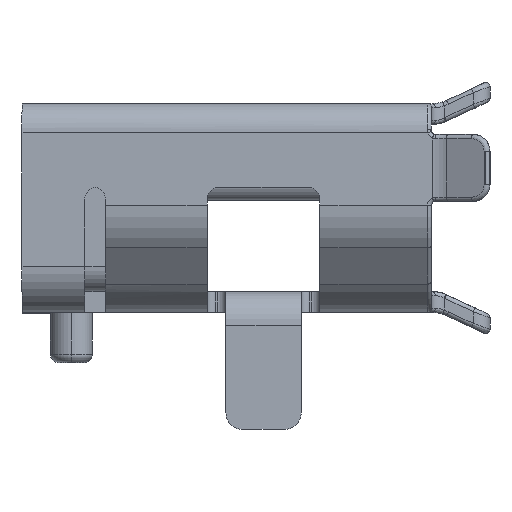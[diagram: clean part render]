
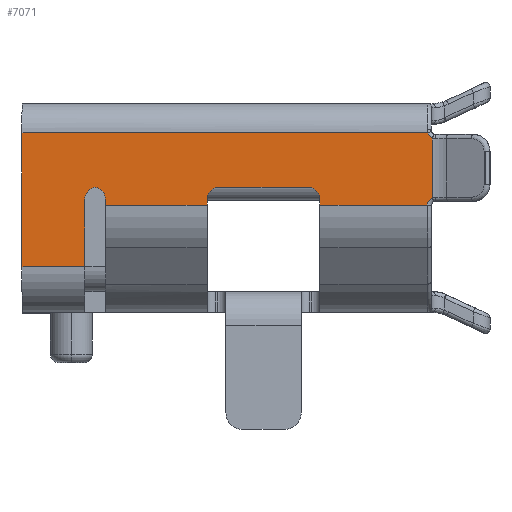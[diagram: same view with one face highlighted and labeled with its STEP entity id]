
A CAD part, left-side view. The second image highlights one B-rep face of the part: STEP entity #7071.
In plain terms, the highlighted planar face has unit normal (-1, 0, 0).
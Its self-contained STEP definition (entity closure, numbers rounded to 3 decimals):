
#3646 = VERTEX_POINT('',#3647);
#3647 = CARTESIAN_POINT('',(-3.75,-3.55,
    1.183));
#3654 = EDGE_CURVE('',#3655,#3646,#3657,.T.);
#3655 = VERTEX_POINT('',#3656);
#3656 = CARTESIAN_POINT('',(-3.75,-2.265,
    1.183));
#3657 = LINE('',#3658,#3659);
#3658 = CARTESIAN_POINT('',(-3.75,1.3,1.183
    ));
#3659 = VECTOR('',#3660,1.);
#3660 = DIRECTION('',(0.,-1.,0.));
#3795 = EDGE_CURVE('',#3796,#3798,#3800,.T.);
#3796 = VERTEX_POINT('',#3797);
#3797 = CARTESIAN_POINT('',(-3.75,1.3,
    2.05));
#3798 = VERTEX_POINT('',#3799);
#3799 = CARTESIAN_POINT('',(-3.75,-3.555,
    2.05));
#3800 = LINE('',#3801,#3802);
#3801 = CARTESIAN_POINT('',(-3.75,1.3,
    2.05));
#3802 = VECTOR('',#3803,1.);
#3803 = DIRECTION('',(0.,-1.,0.));
#6645 = VERTEX_POINT('',#6646);
#6646 = CARTESIAN_POINT('',(-3.75,1.3,
    0.45));
#6653 = EDGE_CURVE('',#3796,#6645,#6654,.T.);
#6654 = LINE('',#6655,#6656);
#6655 = CARTESIAN_POINT('',(-3.75,1.3,
    2.4));
#6656 = VECTOR('',#6657,1.);
#6657 = DIRECTION('',(0.,0.,-1.));
#6804 = VERTEX_POINT('',#6805);
#6805 = CARTESIAN_POINT('',(-3.75,0.3,1.183
    ));
#6821 = VERTEX_POINT('',#6822);
#6822 = CARTESIAN_POINT('',(-3.75,-0.915,
    1.183));
#6829 = EDGE_CURVE('',#6804,#6821,#6830,.T.);
#6830 = LINE('',#6831,#6832);
#6831 = CARTESIAN_POINT('',(-3.75,1.3,1.183
    ));
#6832 = VECTOR('',#6833,1.);
#6833 = DIRECTION('',(0.,-1.,0.));
#7071 = ADVANCED_FACE('',(#7072),#7182,.F.);
#7072 = FACE_BOUND('',#7073,.T.);
#7073 = EDGE_LOOP('',(#7074,#7084,#7091,#7092,#7093,#7101,#7109,#7118,
    #7127,#7133,#7134,#7142,#7151,#7159,#7168,#7174,#7175));
#7074 = ORIENTED_EDGE('',*,*,#7075,.T.);
#7075 = EDGE_CURVE('',#7076,#7078,#7080,.T.);
#7076 = VERTEX_POINT('',#7077);
#7077 = CARTESIAN_POINT('',(-3.75,-3.611,
    1.272));
#7078 = VERTEX_POINT('',#7079);
#7079 = CARTESIAN_POINT('',(-3.75,-3.611,
    1.988));
#7080 = LINE('',#7081,#7082);
#7081 = CARTESIAN_POINT('',(-3.75,-3.611,
    2.03));
#7082 = VECTOR('',#7083,1.);
#7083 = DIRECTION('',(0.,0.,1.));
#7084 = ORIENTED_EDGE('',*,*,#7085,.T.);
#7085 = EDGE_CURVE('',#7078,#3798,#7086,.T.);
#7086 = CIRCLE('',#7087,0.1);
#7087 = AXIS2_PLACEMENT_3D('',#7088,#7089,#7090);
#7088 = CARTESIAN_POINT('',(-3.75,-3.65,
    2.08));
#7089 = DIRECTION('',(1.,0.,-0.));
#7090 = DIRECTION('',(0.,1.,0.));
#7091 = ORIENTED_EDGE('',*,*,#3795,.F.);
#7092 = ORIENTED_EDGE('',*,*,#6653,.T.);
#7093 = ORIENTED_EDGE('',*,*,#7094,.F.);
#7094 = EDGE_CURVE('',#7095,#6645,#7097,.T.);
#7095 = VERTEX_POINT('',#7096);
#7096 = CARTESIAN_POINT('',(-3.75,0.55,
    0.45));
#7097 = LINE('',#7098,#7099);
#7098 = CARTESIAN_POINT('',(-3.75,-1.59,
    0.45));
#7099 = VECTOR('',#7100,1.);
#7100 = DIRECTION('',(0.,1.,0.));
#7101 = ORIENTED_EDGE('',*,*,#7102,.T.);
#7102 = EDGE_CURVE('',#7095,#7103,#7105,.T.);
#7103 = VERTEX_POINT('',#7104);
#7104 = CARTESIAN_POINT('',(-3.75,0.55,
    1.25));
#7105 = LINE('',#7106,#7107);
#7106 = CARTESIAN_POINT('',(-3.75,0.55,
    1.4));
#7107 = VECTOR('',#7108,1.);
#7108 = DIRECTION('',(0.,0.,1.));
#7109 = ORIENTED_EDGE('',*,*,#7110,.T.);
#7110 = EDGE_CURVE('',#7103,#7111,#7113,.T.);
#7111 = VERTEX_POINT('',#7112);
#7112 = CARTESIAN_POINT('',(-3.75,0.425,
    1.398));
#7113 = CIRCLE('',#7114,0.15);
#7114 = AXIS2_PLACEMENT_3D('',#7115,#7116,#7117);
#7115 = CARTESIAN_POINT('',(-3.75,0.4,
    1.25));
#7116 = DIRECTION('',(1.,0.,-0.));
#7117 = DIRECTION('',(0.,1.,0.));
#7118 = ORIENTED_EDGE('',*,*,#7119,.T.);
#7119 = EDGE_CURVE('',#7111,#7120,#7122,.T.);
#7120 = VERTEX_POINT('',#7121);
#7121 = CARTESIAN_POINT('',(-3.75,0.3,
    1.25));
#7122 = CIRCLE('',#7123,0.15);
#7123 = AXIS2_PLACEMENT_3D('',#7124,#7125,#7126);
#7124 = CARTESIAN_POINT('',(-3.75,0.45,
    1.25));
#7125 = DIRECTION('',(1.,0.,-0.));
#7126 = DIRECTION('',(0.,1.,0.));
#7127 = ORIENTED_EDGE('',*,*,#7128,.T.);
#7128 = EDGE_CURVE('',#7120,#6804,#7129,.T.);
#7129 = LINE('',#7130,#7131);
#7130 = CARTESIAN_POINT('',(-3.75,0.3,
    9.966));
#7131 = VECTOR('',#7132,1.);
#7132 = DIRECTION('',(0.,0.,-1.));
#7133 = ORIENTED_EDGE('',*,*,#6829,.T.);
#7134 = ORIENTED_EDGE('',*,*,#7135,.F.);
#7135 = EDGE_CURVE('',#7136,#6821,#7138,.T.);
#7136 = VERTEX_POINT('',#7137);
#7137 = CARTESIAN_POINT('',(-3.75,-0.915,
    1.25));
#7138 = LINE('',#7139,#7140);
#7139 = CARTESIAN_POINT('',(-3.75,-0.915,
    9.966));
#7140 = VECTOR('',#7141,1.);
#7141 = DIRECTION('',(0.,0.,-1.));
#7142 = ORIENTED_EDGE('',*,*,#7143,.T.);
#7143 = EDGE_CURVE('',#7136,#7144,#7146,.T.);
#7144 = VERTEX_POINT('',#7145);
#7145 = CARTESIAN_POINT('',(-3.75,-1.065,
    1.4));
#7146 = CIRCLE('',#7147,0.15);
#7147 = AXIS2_PLACEMENT_3D('',#7148,#7149,#7150);
#7148 = CARTESIAN_POINT('',(-3.75,-1.065,
    1.25));
#7149 = DIRECTION('',(1.,0.,-0.));
#7150 = DIRECTION('',(0.,1.,0.));
#7151 = ORIENTED_EDGE('',*,*,#7152,.F.);
#7152 = EDGE_CURVE('',#7153,#7144,#7155,.T.);
#7153 = VERTEX_POINT('',#7154);
#7154 = CARTESIAN_POINT('',(-3.75,-2.115,
    1.4));
#7155 = LINE('',#7156,#7157);
#7156 = CARTESIAN_POINT('',(-3.75,-2.265,
    1.4));
#7157 = VECTOR('',#7158,1.);
#7158 = DIRECTION('',(0.,1.,0.));
#7159 = ORIENTED_EDGE('',*,*,#7160,.T.);
#7160 = EDGE_CURVE('',#7153,#7161,#7163,.T.);
#7161 = VERTEX_POINT('',#7162);
#7162 = CARTESIAN_POINT('',(-3.75,-2.265,
    1.25));
#7163 = CIRCLE('',#7164,0.15);
#7164 = AXIS2_PLACEMENT_3D('',#7165,#7166,#7167);
#7165 = CARTESIAN_POINT('',(-3.75,-2.115,
    1.25));
#7166 = DIRECTION('',(1.,0.,-0.));
#7167 = DIRECTION('',(0.,1.,0.));
#7168 = ORIENTED_EDGE('',*,*,#7169,.T.);
#7169 = EDGE_CURVE('',#7161,#3655,#7170,.T.);
#7170 = LINE('',#7171,#7172);
#7171 = CARTESIAN_POINT('',(-3.75,-2.265,
    9.966));
#7172 = VECTOR('',#7173,1.);
#7173 = DIRECTION('',(0.,0.,-1.));
#7174 = ORIENTED_EDGE('',*,*,#3654,.T.);
#7175 = ORIENTED_EDGE('',*,*,#7176,.T.);
#7176 = EDGE_CURVE('',#3646,#7076,#7177,.T.);
#7177 = CIRCLE('',#7178,0.1);
#7178 = AXIS2_PLACEMENT_3D('',#7179,#7180,#7181);
#7179 = CARTESIAN_POINT('',(-3.75,-3.65,
    1.18));
#7180 = DIRECTION('',(1.,0.,-0.));
#7181 = DIRECTION('',(0.,1.,0.));
#7182 = PLANE('',#7183);
#7183 = AXIS2_PLACEMENT_3D('',#7184,#7185,#7186);
#7184 = CARTESIAN_POINT('',(-3.75,-3.7,
    2.4));
#7185 = DIRECTION('',(1.,0.,0.));
#7186 = DIRECTION('',(0.,1.,0.));
